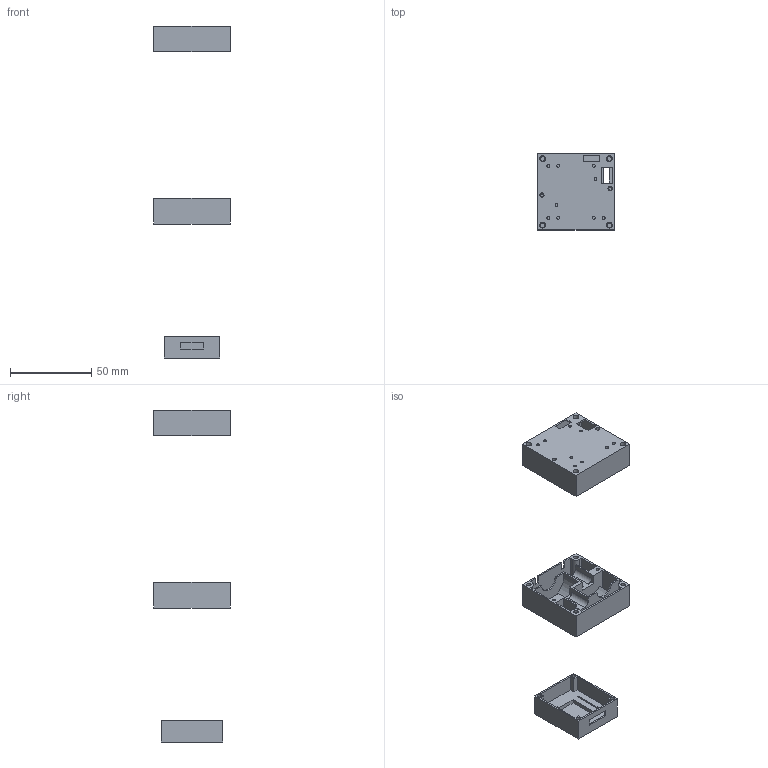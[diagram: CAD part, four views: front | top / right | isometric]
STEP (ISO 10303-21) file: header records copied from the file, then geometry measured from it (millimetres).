
FILE_DESCRIPTION(/* description */ ('STEP AP242','CAx-IF Rec.Pracs.---Representation and Presentation of Product Manufacturing Information (PMI)---4.0---2014-10-13','CAx-IF Rec.Pracs.---3D Tessellated Geometry---0.4---2014-09-14','2;1'),/* implementation_level */ '2;1');
FILE_NAME(/* name */ '6179a3b9c4a5620421b40902',/* time_stamp */ '2021-10-27T19:08:42+00:00',/* author */ (''),/* organization */ (''),/* preprocessor_version */ 'ST-DEVELOPER v18.1',/* originating_system */ ' ',/* authorisation */ ' ');
FILE_SCHEMA (('AP242_MANAGED_MODEL_BASED_3D_ENGINEERING_MIM_LF { 1 0 10303 442 1 1 4 }'));
Length unit declared in the file: metre
Products named in the file (3): Part 3; Part 2; Part 1
Bounding box: 47 x 47 x 204.5 mm (x, y, z)
Volume: 32931.1 mm3; surface area: 33488.3 mm2
Topology: 3 solids, 3 shells, 254 faces, 743 edges, 499 vertices
Faces by surface type: plane 201, cylinder 53
Full cylindrical faces by diameter (mm): 1.7 x4, 1.8 x11, 2.6 x6, 2.8 x4, 3.6 x4
Entity records: 8290 total; most frequent: CARTESIAN_POINT 1442, ORIENTED_EDGE 1400, DIRECTION 1327, EDGE_CURVE 700, LINE 587, VECTOR 587, VERTEX_POINT 485, AXIS2_PLACEMENT_3D 370
